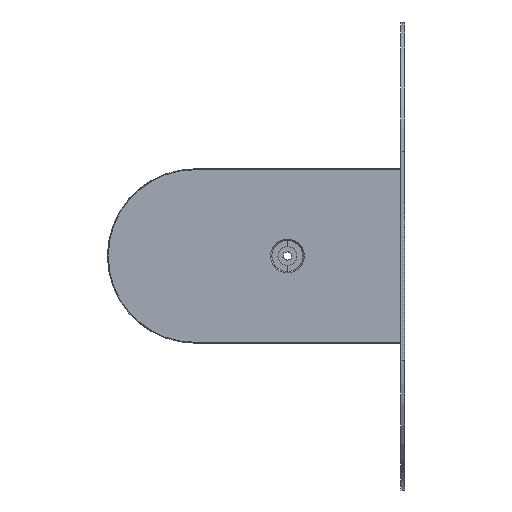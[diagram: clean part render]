
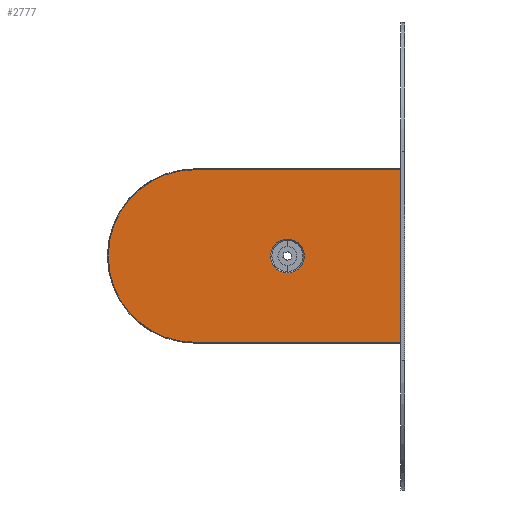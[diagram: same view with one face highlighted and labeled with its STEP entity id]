
A CAD part, left-side view. The second image highlights one B-rep face of the part: STEP entity #2777.
In plain terms, the highlighted planar face has unit normal (-1, 0, 0).
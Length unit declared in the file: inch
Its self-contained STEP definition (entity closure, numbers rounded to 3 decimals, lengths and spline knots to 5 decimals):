
#94 = PLANE ( 'NONE',  #446 ) ;
#102 = CARTESIAN_POINT ( 'NONE',  ( -11.81977, -0.29075, 0. ) ) ;
#103 = DIRECTION ( 'NONE',  ( -1., 0., 0. ) ) ;
#104 = DIRECTION ( 'NONE',  ( 0., 0., 1. ) ) ;
#393 = AXIS2_PLACEMENT_3D ( 'NONE', #1293, #1294, #1295 ) ;
#396 = AXIS2_PLACEMENT_3D ( 'NONE', #1302, #1303, #1304 ) ;
#398 = AXIS2_PLACEMENT_3D ( 'NONE', #1309, #1310, #1311 ) ;
#429 = AXIS2_PLACEMENT_3D ( 'NONE', #1100, #1101, #1102 ) ;
#446 = AXIS2_PLACEMENT_3D ( 'NONE', #102, #103, #104 ) ;
#669 = EDGE_LOOP ( 'NONE', ( #4161, #4160 ) ) ;
#674 = EDGE_LOOP ( 'NONE', ( #4168, #4167, #4166, #4165, #4164, #4163, #4162 ) ) ;
#769 = VERTEX_POINT ( 'NONE', #1560 ) ;
#772 = VERTEX_POINT ( 'NONE', #1549 ) ;
#777 = VERTEX_POINT ( 'NONE', #1569 ) ;
#779 = VERTEX_POINT ( 'NONE', #1573 ) ;
#780 = VERTEX_POINT ( 'NONE', #1575 ) ;
#783 = VERTEX_POINT ( 'NONE', #1580 ) ;
#784 = VERTEX_POINT ( 'NONE', #1582 ) ;
#788 = VERTEX_POINT ( 'NONE', #1589 ) ;
#789 = VERTEX_POINT ( 'NONE', #1590 ) ;
#1100 = CARTESIAN_POINT ( 'NONE',  ( -11.81977, -0.29115, 0. ) ) ;
#1101 = DIRECTION ( 'NONE',  ( -1., 0., 0. ) ) ;
#1102 = DIRECTION ( 'NONE',  ( 0., 0., 1. ) ) ;
#1266 = CARTESIAN_POINT ( 'NONE',  ( -11.81977, -1.37496, 0.82742 ) ) ;
#1267 = CARTESIAN_POINT ( 'NONE',  ( -11.81977, -1.37496, 0.82449 ) ) ;
#1272 = CARTESIAN_POINT ( 'NONE',  ( -11.81977, -1.36996, -0.82949 ) ) ;
#1273 = CARTESIAN_POINT ( 'NONE',  ( -11.81977, -1.37289, -0.82949 ) ) ;
#1277 = CARTESIAN_POINT ( 'NONE',  ( -11.81977, -1.36987, -0.82949 ) ) ;
#1278 = CARTESIAN_POINT ( 'NONE',  ( -11.81977, -1.37496, -0.82742 ) ) ;
#1279 = CARTESIAN_POINT ( 'NONE',  ( -11.81977, -1.37496, -0.82449 ) ) ;
#1280 = DIRECTION ( 'NONE',  ( 0., -1., 0. ) ) ;
#1281 = CARTESIAN_POINT ( 'NONE',  ( -11.81977, 0.60181, 0.82949 ) ) ;
#1282 = DIRECTION ( 'NONE',  ( 0., 1., 0. ) ) ;
#1283 = CARTESIAN_POINT ( 'NONE',  ( -11.81977, -1.37289, 0.82949 ) ) ;
#1284 = CARTESIAN_POINT ( 'NONE',  ( -11.81977, -1.36996, 0.82949 ) ) ;
#1285 = CARTESIAN_POINT ( 'NONE',  ( -11.81977, -1.37496, 0.82441 ) ) ;
#1286 = DIRECTION ( 'NONE',  ( 0., 0., 1. ) ) ;
#1293 = CARTESIAN_POINT ( 'NONE',  ( -11.81977, 0.60181, 0. ) ) ;
#1294 = DIRECTION ( 'NONE',  ( -1., 0., 0. ) ) ;
#1295 = DIRECTION ( 'NONE',  ( 0., 0., 1. ) ) ;
#1302 = CARTESIAN_POINT ( 'NONE',  ( -11.81977, 0.60181, 0. ) ) ;
#1303 = DIRECTION ( 'NONE',  ( -1., 0., 0. ) ) ;
#1304 = DIRECTION ( 'NONE',  ( 0., 0., 1. ) ) ;
#1309 = CARTESIAN_POINT ( 'NONE',  ( -11.81977, -0.29115, 0. ) ) ;
#1310 = DIRECTION ( 'NONE',  ( -1., 0., 0. ) ) ;
#1311 = DIRECTION ( 'NONE',  ( 0., 0., 1. ) ) ;
#1421 = CIRCLE ( 'NONE', #429, 0.1634 ) ;
#1434 = FACE_OUTER_BOUND ( 'NONE', #674, .T. ) ;
#1438 = FACE_BOUND ( 'NONE', #669, .T. ) ;
#1549 = CARTESIAN_POINT ( 'NONE',  ( -11.81977, -0.29115, 0.1634 ) ) ;
#1560 = CARTESIAN_POINT ( 'NONE',  ( -11.81977, -1.37496, -0.82449 ) ) ;
#1569 = CARTESIAN_POINT ( 'NONE',  ( -11.81977, -1.36996, 0.82949 ) ) ;
#1573 = CARTESIAN_POINT ( 'NONE',  ( -11.81977, -1.36996, -0.82949 ) ) ;
#1575 = CARTESIAN_POINT ( 'NONE',  ( -11.81977, -1.37496, 0.82449 ) ) ;
#1580 = CARTESIAN_POINT ( 'NONE',  ( -11.81977, 0.60181, -0.82949 ) ) ;
#1582 = CARTESIAN_POINT ( 'NONE',  ( -11.81977, -0.29115, -0.16341 ) ) ;
#1589 = CARTESIAN_POINT ( 'NONE',  ( -11.81977, 0.60181, 0.82949 ) ) ;
#1590 = CARTESIAN_POINT ( 'NONE',  ( -11.81977, 1.4313, 0. ) ) ;
#1636 = LINE ( 'NONE', #1277, #1646 ) ;
#1644 = LINE ( 'NONE', #1281, #1648 ) ;
#1646 = VECTOR ( 'NONE', #1280, 39.37008 ) ;
#1648 = VECTOR ( 'NONE', #1282, 39.37008 ) ;
#1650 = LINE ( 'NONE', #1285, #1653 ) ;
#1653 = VECTOR ( 'NONE', #1286, 39.37008 ) ;
#1655 = CIRCLE ( 'NONE', #393, 0.82949 ) ;
#1657 = CIRCLE ( 'NONE', #398, 0.1634 ) ;
#1662 = CIRCLE ( 'NONE', #396, 0.82949 ) ;
#2249 = EDGE_CURVE ( 'NONE', #779, #769, #2862, .T. ) ;
#2250 = EDGE_CURVE ( 'NONE', #783, #779, #1636, .T. ) ;
#2251 = EDGE_CURVE ( 'NONE', #777, #788, #1644, .T. ) ;
#2252 = EDGE_CURVE ( 'NONE', #780, #777, #2863, .T. ) ;
#2253 = EDGE_CURVE ( 'NONE', #769, #780, #1650, .T. ) ;
#2256 = EDGE_CURVE ( 'NONE', #788, #789, #1655, .T. ) ;
#2259 = EDGE_CURVE ( 'NONE', #789, #783, #1662, .T. ) ;
#2261 = EDGE_CURVE ( 'NONE', #772, #784, #1657, .T. ) ;
#2691 = EDGE_CURVE ( 'NONE', #784, #772, #1421, .T. ) ;
#2777 = ADVANCED_FACE ( 'NONE', ( #1434, #1438 ), #94, .T. ) ;
#2862 =( BOUNDED_CURVE ( )  B_SPLINE_CURVE ( 3, ( #1272, #1273, #1278, #1279 ),
 .UNSPECIFIED., .F., .F. ) 
 B_SPLINE_CURVE_WITH_KNOTS ( ( 4, 4 ),
 ( 5.49794, 7.06843 ),
 .UNSPECIFIED. ) 
 CURVE ( )  GEOMETRIC_REPRESENTATION_ITEM ( )  RATIONAL_B_SPLINE_CURVE ( ( 1., 0.805, 0.805, 1. ) ) 
 REPRESENTATION_ITEM ( '' )  );
#2863 =( BOUNDED_CURVE ( )  B_SPLINE_CURVE ( 3, ( #1267, #1266, #1283, #1284 ),
 .UNSPECIFIED., .F., .F. ) 
 B_SPLINE_CURVE_WITH_KNOTS ( ( 4, 4 ),
 ( 5.49794, 7.06843 ),
 .UNSPECIFIED. ) 
 CURVE ( )  GEOMETRIC_REPRESENTATION_ITEM ( )  RATIONAL_B_SPLINE_CURVE ( ( 1., 0.805, 0.805, 1. ) ) 
 REPRESENTATION_ITEM ( '' )  );
#4160 = ORIENTED_EDGE ( 'NONE', *, *, #2691, .F. ) ;
#4161 = ORIENTED_EDGE ( 'NONE', *, *, #2261, .F. ) ;
#4162 = ORIENTED_EDGE ( 'NONE', *, *, #2249, .T. ) ;
#4163 = ORIENTED_EDGE ( 'NONE', *, *, #2250, .T. ) ;
#4164 = ORIENTED_EDGE ( 'NONE', *, *, #2259, .T. ) ;
#4165 = ORIENTED_EDGE ( 'NONE', *, *, #2256, .T. ) ;
#4166 = ORIENTED_EDGE ( 'NONE', *, *, #2251, .T. ) ;
#4167 = ORIENTED_EDGE ( 'NONE', *, *, #2252, .T. ) ;
#4168 = ORIENTED_EDGE ( 'NONE', *, *, #2253, .T. ) ;
